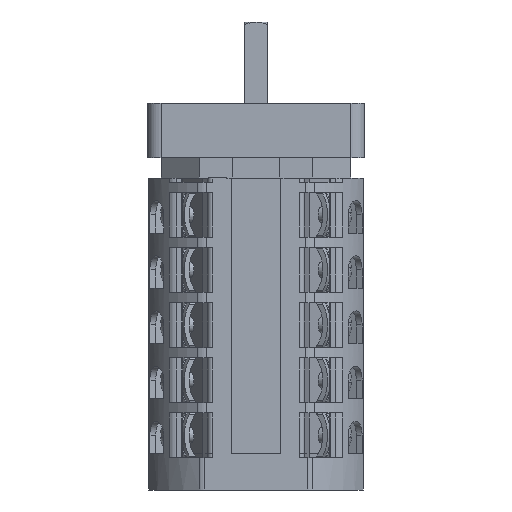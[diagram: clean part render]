
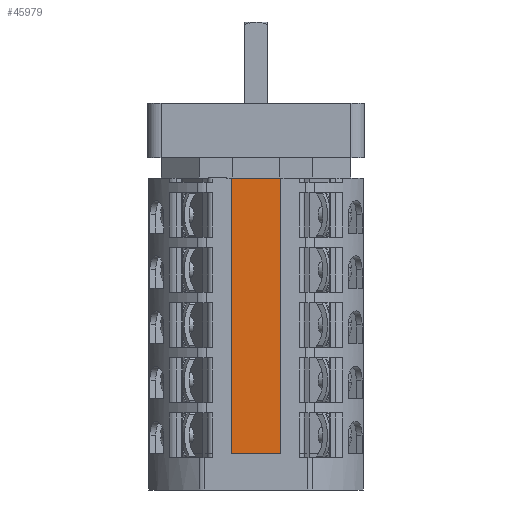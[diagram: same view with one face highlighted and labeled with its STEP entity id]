
A CAD part, left-side view. The second image highlights one B-rep face of the part: STEP entity #45979.
In plain terms, the highlighted planar face has unit normal (-1, 0, 0).
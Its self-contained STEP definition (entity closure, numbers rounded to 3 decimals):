
#16882=DIRECTION('',(0.,1.,0.));
#16883=VECTOR('',#16882,0.25);
#16884=CARTESIAN_POINT('',(-22.3,-5.5,0.));
#16885=LINE('',#16884,#16883);
#16894=DIRECTION('',(0.,1.,0.));
#16895=VECTOR('',#16894,10.5);
#16896=CARTESIAN_POINT('',(-22.3,-5.25,0.));
#16897=LINE('',#16896,#16895);
#16910=DIRECTION('',(0.,1.,0.));
#16911=VECTOR('',#16910,11.);
#16912=CARTESIAN_POINT('',(-22.3,-5.5,-61.));
#16913=LINE('',#16912,#16911);
#16922=DIRECTION('',(0.,0.,1.));
#16923=VECTOR('',#16922,61.);
#16924=CARTESIAN_POINT('',(-22.3,-5.5,-61.));
#16925=LINE('',#16924,#16923);
#16938=DIRECTION('',(0.,0.,-1.));
#16939=VECTOR('',#16938,61.);
#16940=CARTESIAN_POINT('',(-22.3,5.5,0.));
#16941=LINE('',#16940,#16939);
#16942=DIRECTION('',(0.,1.,0.));
#16943=VECTOR('',#16942,0.25);
#16944=CARTESIAN_POINT('',(-22.3,5.25,0.));
#16945=LINE('',#16944,#16943);
#26286=CARTESIAN_POINT('',(-22.3,-5.5,0.));
#26288=VERTEX_POINT('',#26286);
#26290=CARTESIAN_POINT('',(-22.3,5.5,0.));
#26292=VERTEX_POINT('',#26290);
#26409=CARTESIAN_POINT('',(-22.3,-5.25,0.));
#26410=CARTESIAN_POINT('',(-22.3,5.25,0.));
#26411=VERTEX_POINT('',#26409);
#26412=VERTEX_POINT('',#26410);
#30309=CARTESIAN_POINT('',(-22.3,-5.5,-61.));
#30310=CARTESIAN_POINT('',(-22.3,5.5,-61.));
#30311=VERTEX_POINT('',#30309);
#30312=VERTEX_POINT('',#30310);
#45962=CARTESIAN_POINT('',(-22.3,0.,0.));
#45963=DIRECTION('',(1.,0.,0.));
#45964=DIRECTION('',(0.,0.,-1.));
#45965=AXIS2_PLACEMENT_3D('',#45962,#45963,#45964);
#45966=PLANE('',#45965);
#45968=ORIENTED_EDGE('',*,*,#45967,.T.);
#45970=ORIENTED_EDGE('',*,*,#45969,.F.);
#45972=ORIENTED_EDGE('',*,*,#45971,.F.);
#45973=ORIENTED_EDGE('',*,*,#45952,.F.);
#45974=ORIENTED_EDGE('',*,*,#45925,.F.);
#45976=ORIENTED_EDGE('',*,*,#45975,.F.);
#45977=EDGE_LOOP('',(#45968,#45970,#45972,#45973,#45974,#45976));
#45978=FACE_OUTER_BOUND('',#45977,.F.);
#45925=EDGE_CURVE('',#26288,#26411,#16885,.T.);
#45952=EDGE_CURVE('',#26411,#26412,#16897,.T.);
#45967=EDGE_CURVE('',#30311,#30312,#16913,.T.);
#45969=EDGE_CURVE('',#26292,#30312,#16941,.T.);
#45971=EDGE_CURVE('',#26412,#26292,#16945,.T.);
#45975=EDGE_CURVE('',#30311,#26288,#16925,.T.);
#45979=ADVANCED_FACE('',(#45978),#45966,.F.);
